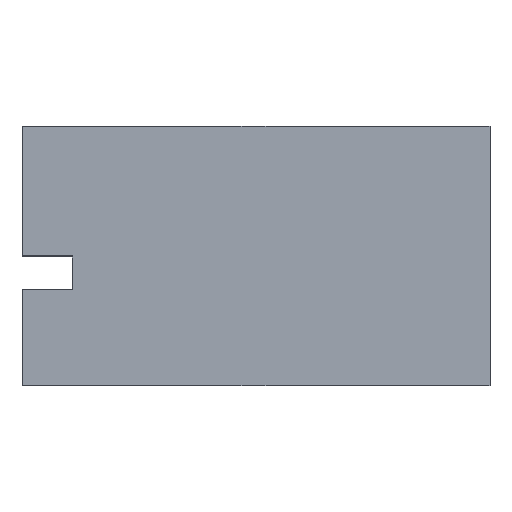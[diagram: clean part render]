
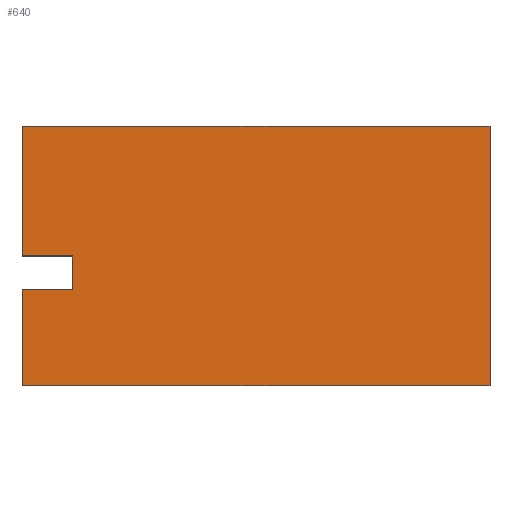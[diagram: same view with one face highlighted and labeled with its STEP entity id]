
A CAD part, top view. The second image highlights one B-rep face of the part: STEP entity #640.
In plain terms, the highlighted planar face has unit normal (0, 0, 1).
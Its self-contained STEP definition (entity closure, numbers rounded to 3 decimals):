
#89 = VERTEX_POINT('',#90);
#90 = CARTESIAN_POINT('',(0.,0.,0.891));
#96 = EDGE_CURVE('',#89,#97,#99,.T.);
#97 = VERTEX_POINT('',#98);
#98 = CARTESIAN_POINT('',(13.1,0.,0.891
    ));
#99 = LINE('',#100,#101);
#100 = CARTESIAN_POINT('',(0.,0.,0.891));
#101 = VECTOR('',#102,1.);
#102 = DIRECTION('',(1.,0.,0.));
#127 = EDGE_CURVE('',#97,#128,#130,.T.);
#128 = VERTEX_POINT('',#129);
#129 = CARTESIAN_POINT('',(13.85,0.,
    0.891));
#130 = LINE('',#131,#132);
#131 = CARTESIAN_POINT('',(0.,0.,0.891));
#132 = VECTOR('',#133,1.);
#133 = DIRECTION('',(1.,0.,0.));
#158 = EDGE_CURVE('',#128,#159,#161,.T.);
#159 = VERTEX_POINT('',#160);
#160 = CARTESIAN_POINT('',(14.6,0.,
    0.891));
#161 = LINE('',#162,#163);
#162 = CARTESIAN_POINT('',(0.,0.,0.891));
#163 = VECTOR('',#164,1.);
#164 = DIRECTION('',(1.,0.,0.));
#189 = EDGE_CURVE('',#159,#190,#192,.T.);
#190 = VERTEX_POINT('',#191);
#191 = CARTESIAN_POINT('',(28.,0.,0.891));
#192 = LINE('',#193,#194);
#193 = CARTESIAN_POINT('',(0.,0.,0.891));
#194 = VECTOR('',#195,1.);
#195 = DIRECTION('',(1.,0.,0.));
#220 = EDGE_CURVE('',#190,#221,#223,.T.);
#221 = VERTEX_POINT('',#222);
#222 = CARTESIAN_POINT('',(28.,15.5,0.891));
#223 = LINE('',#224,#225);
#224 = CARTESIAN_POINT('',(28.,0.,0.891));
#225 = VECTOR('',#226,1.);
#226 = DIRECTION('',(0.,1.,0.));
#251 = EDGE_CURVE('',#221,#252,#254,.T.);
#252 = VERTEX_POINT('',#253);
#253 = CARTESIAN_POINT('',(14.601,15.5,0.891));
#254 = LINE('',#255,#256);
#255 = CARTESIAN_POINT('',(28.,15.5,0.891));
#256 = VECTOR('',#257,1.);
#257 = DIRECTION('',(-1.,0.,0.));
#284 = VERTEX_POINT('',#285);
#285 = CARTESIAN_POINT('',(14.599,15.5,0.891));
#291 = EDGE_CURVE('',#284,#252,#292,.T.);
#292 = CIRCLE('',#293,0.25);
#293 = AXIS2_PLACEMENT_3D('',#294,#295,#296);
#294 = CARTESIAN_POINT('',(14.6,15.75,0.891));
#295 = DIRECTION('',(0.,0.,1.));
#296 = DIRECTION('',(1.,0.,0.));
#315 = EDGE_CURVE('',#284,#316,#318,.T.);
#316 = VERTEX_POINT('',#317);
#317 = CARTESIAN_POINT('',(13.851,15.5,0.891));
#318 = LINE('',#319,#320);
#319 = CARTESIAN_POINT('',(28.,15.5,0.891));
#320 = VECTOR('',#321,1.);
#321 = DIRECTION('',(-1.,0.,0.));
#348 = VERTEX_POINT('',#349);
#349 = CARTESIAN_POINT('',(13.849,15.5,0.891));
#355 = EDGE_CURVE('',#348,#316,#356,.T.);
#356 = CIRCLE('',#357,0.25);
#357 = AXIS2_PLACEMENT_3D('',#358,#359,#360);
#358 = CARTESIAN_POINT('',(13.85,15.75,0.891));
#359 = DIRECTION('',(0.,0.,1.));
#360 = DIRECTION('',(1.,0.,0.));
#379 = EDGE_CURVE('',#348,#380,#382,.T.);
#380 = VERTEX_POINT('',#381);
#381 = CARTESIAN_POINT('',(13.101,15.5,0.891));
#382 = LINE('',#383,#384);
#383 = CARTESIAN_POINT('',(28.,15.5,0.891));
#384 = VECTOR('',#385,1.);
#385 = DIRECTION('',(-1.,0.,0.));
#412 = VERTEX_POINT('',#413);
#413 = CARTESIAN_POINT('',(13.099,15.5,0.891));
#419 = EDGE_CURVE('',#412,#380,#420,.T.);
#420 = CIRCLE('',#421,0.25);
#421 = AXIS2_PLACEMENT_3D('',#422,#423,#424);
#422 = CARTESIAN_POINT('',(13.1,15.75,0.891));
#423 = DIRECTION('',(0.,0.,1.));
#424 = DIRECTION('',(1.,0.,0.));
#443 = EDGE_CURVE('',#412,#444,#446,.T.);
#444 = VERTEX_POINT('',#445);
#445 = CARTESIAN_POINT('',(0.,15.5,0.891));
#446 = LINE('',#447,#448);
#447 = CARTESIAN_POINT('',(28.,15.5,0.891));
#448 = VECTOR('',#449,1.);
#449 = DIRECTION('',(-1.,0.,0.));
#474 = EDGE_CURVE('',#444,#475,#477,.T.);
#475 = VERTEX_POINT('',#476);
#476 = CARTESIAN_POINT('',(0.,7.75,0.891));
#477 = LINE('',#478,#479);
#478 = CARTESIAN_POINT('',(0.,15.5,0.891));
#479 = VECTOR('',#480,1.);
#480 = DIRECTION('',(0.,-1.,0.));
#505 = EDGE_CURVE('',#475,#506,#508,.T.);
#506 = VERTEX_POINT('',#507);
#507 = CARTESIAN_POINT('',(3.,7.75,0.891));
#508 = LINE('',#509,#510);
#509 = CARTESIAN_POINT('',(0.,7.75,0.891));
#510 = VECTOR('',#511,1.);
#511 = DIRECTION('',(1.,0.,0.));
#536 = EDGE_CURVE('',#506,#537,#539,.T.);
#537 = VERTEX_POINT('',#538);
#538 = CARTESIAN_POINT('',(3.,5.75,0.891));
#539 = LINE('',#540,#541);
#540 = CARTESIAN_POINT('',(3.,7.75,0.891));
#541 = VECTOR('',#542,1.);
#542 = DIRECTION('',(0.,-1.,0.));
#567 = EDGE_CURVE('',#537,#568,#570,.T.);
#568 = VERTEX_POINT('',#569);
#569 = CARTESIAN_POINT('',(0.,5.75,0.891));
#570 = LINE('',#571,#572);
#571 = CARTESIAN_POINT('',(3.,5.75,0.891));
#572 = VECTOR('',#573,1.);
#573 = DIRECTION('',(-1.,0.,0.));
#598 = EDGE_CURVE('',#568,#89,#599,.T.);
#599 = LINE('',#600,#601);
#600 = CARTESIAN_POINT('',(0.,5.75,0.891));
#601 = VECTOR('',#602,1.);
#602 = DIRECTION('',(0.,-1.,0.));
#640 = ADVANCED_FACE('',(#641),#660,.F.);
#641 = FACE_BOUND('',#642,.F.);
#642 = EDGE_LOOP('',(#643,#644,#645,#646,#647,#648,#649,#650,#651,#652,
    #653,#654,#655,#656,#657,#658,#659));
#643 = ORIENTED_EDGE('',*,*,#96,.F.);
#644 = ORIENTED_EDGE('',*,*,#598,.F.);
#645 = ORIENTED_EDGE('',*,*,#567,.F.);
#646 = ORIENTED_EDGE('',*,*,#536,.F.);
#647 = ORIENTED_EDGE('',*,*,#505,.F.);
#648 = ORIENTED_EDGE('',*,*,#474,.F.);
#649 = ORIENTED_EDGE('',*,*,#443,.F.);
#650 = ORIENTED_EDGE('',*,*,#419,.T.);
#651 = ORIENTED_EDGE('',*,*,#379,.F.);
#652 = ORIENTED_EDGE('',*,*,#355,.T.);
#653 = ORIENTED_EDGE('',*,*,#315,.F.);
#654 = ORIENTED_EDGE('',*,*,#291,.T.);
#655 = ORIENTED_EDGE('',*,*,#251,.F.);
#656 = ORIENTED_EDGE('',*,*,#220,.F.);
#657 = ORIENTED_EDGE('',*,*,#189,.F.);
#658 = ORIENTED_EDGE('',*,*,#158,.F.);
#659 = ORIENTED_EDGE('',*,*,#127,.F.);
#660 = PLANE('',#661);
#661 = AXIS2_PLACEMENT_3D('',#662,#663,#664);
#662 = CARTESIAN_POINT('',(0.,0.,0.891));
#663 = DIRECTION('',(0.,0.,-1.));
#664 = DIRECTION('',(-1.,0.,0.));
